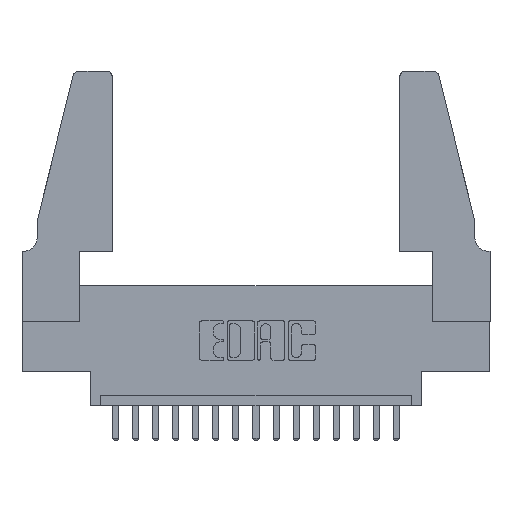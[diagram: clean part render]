
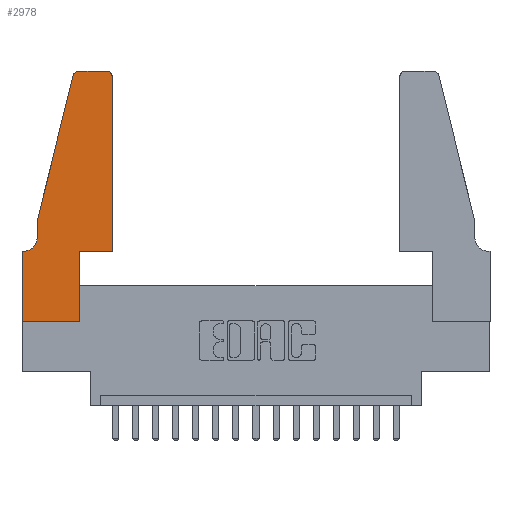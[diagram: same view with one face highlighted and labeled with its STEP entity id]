
A CAD part, top view. The second image highlights one B-rep face of the part: STEP entity #2978.
In plain terms, the highlighted planar face has unit normal (0, 0, 1).
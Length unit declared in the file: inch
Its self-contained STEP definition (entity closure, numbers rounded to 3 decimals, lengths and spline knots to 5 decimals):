
#165 = ORIENTED_EDGE ( 'NONE', *, *, #8703, .T. ) ;
#428 = EDGE_CURVE ( 'NONE', #8075, #17234, #13408, .T. ) ;
#471 = CARTESIAN_POINT ( 'NONE',  ( 0.4505, 0.35, 0.37 ) ) ;
#1377 = DIRECTION ( 'NONE',  ( 1., 0., 0. ) ) ;
#1780 = FACE_OUTER_BOUND ( 'NONE', #7050, .T. ) ;
#2015 = CARTESIAN_POINT ( 'NONE',  ( 0.4505, 0.35, 0.37 ) ) ;
#2166 = VECTOR ( 'NONE', #16580, 39.37008 ) ;
#2376 = CARTESIAN_POINT ( 'NONE',  ( 0.0755, 0.42, 0.37 ) ) ;
#2464 = ORIENTED_EDGE ( 'NONE', *, *, #6126, .T. ) ;
#2637 = EDGE_CURVE ( 'NONE', #6997, #3112, #7864, .T. ) ;
#2765 = DIRECTION ( 'NONE',  ( 0., 0., 1. ) ) ;
#2860 = CIRCLE ( 'NONE', #6213, 0.03 ) ;
#2971 = VECTOR ( 'NONE', #4255, 39.37008 ) ;
#2978 = ADVANCED_FACE ( 'NONE', ( #1780 ), #16536, .T. ) ;
#3112 = VERTEX_POINT ( 'NONE', #10005 ) ;
#3374 = ORIENTED_EDGE ( 'NONE', *, *, #4525, .T. ) ;
#3380 = CARTESIAN_POINT ( 'NONE',  ( 0.0055, 0.35, 0.37 ) ) ;
#3411 = EDGE_CURVE ( 'NONE', #3112, #4046, #6576, .T. ) ;
#3730 = DIRECTION ( 'NONE',  ( -1., 0., 0. ) ) ;
#3865 = DIRECTION ( 'NONE',  ( -1., 0., 0. ) ) ;
#3957 = EDGE_CURVE ( 'NONE', #17234, #8144, #6348, .T. ) ;
#4046 = VERTEX_POINT ( 'NONE', #12128 ) ;
#4057 = DIRECTION ( 'NONE',  ( 1., 0., 0. ) ) ;
#4237 = DIRECTION ( 'NONE',  ( 0., 1., 0. ) ) ;
#4255 = DIRECTION ( 'NONE',  ( 1., 0., 0. ) ) ;
#4311 = VERTEX_POINT ( 'NONE', #11220 ) ;
#4385 = LINE ( 'NONE', #10332, #6269 ) ;
#4416 = VERTEX_POINT ( 'NONE', #3380 ) ;
#4525 = EDGE_CURVE ( 'NONE', #5348, #8075, #16138, .T. ) ;
#4944 = VECTOR ( 'NONE', #7910, 39.37008 ) ;
#5348 = VERTEX_POINT ( 'NONE', #8878 ) ;
#5721 = AXIS2_PLACEMENT_3D ( 'NONE', #11848, #13030, #14542 ) ;
#5724 = LINE ( 'NONE', #12287, #2166 ) ;
#6040 = CARTESIAN_POINT ( 'NONE',  ( 0.4205, 1.25, 0.37 ) ) ;
#6126 = EDGE_CURVE ( 'NONE', #8144, #4311, #4385, .T. ) ;
#6129 = VERTEX_POINT ( 'NONE', #2376 ) ;
#6213 = AXIS2_PLACEMENT_3D ( 'NONE', #9606, #2765, #4057 ) ;
#6269 = VECTOR ( 'NONE', #3730, 39.37008 ) ;
#6348 = CIRCLE ( 'NONE', #5721, 0.03 ) ;
#6383 = LINE ( 'NONE', #15919, #4944 ) ;
#6576 = LINE ( 'NONE', #9393, #15782 ) ;
#6909 = DIRECTION ( 'NONE',  ( 0., 1., 0. ) ) ;
#6997 = VERTEX_POINT ( 'NONE', #15108 ) ;
#7012 = DIRECTION ( 'NONE',  ( 1., 0., 0. ) ) ;
#7050 = EDGE_LOOP ( 'NONE', ( #2464, #11094, #8211, #165, #10289, #9276, #9735, #14395, #12174, #3374, #16569, #12850 ) ) ;
#7082 = LINE ( 'NONE', #11120, #8542 ) ;
#7341 = CARTESIAN_POINT ( 'NONE',  ( 0.0755, 0.5, 0.37 ) ) ;
#7864 = LINE ( 'NONE', #10813, #9973 ) ;
#7910 = DIRECTION ( 'NONE',  ( -0.239, -0.971, 0. ) ) ;
#7930 = CARTESIAN_POINT ( 'NONE',  ( 0.4505, 0.35, 0.37 ) ) ;
#7939 = AXIS2_PLACEMENT_3D ( 'NONE', #11170, #13660, #7012 ) ;
#8075 = VERTEX_POINT ( 'NONE', #2015 ) ;
#8144 = VERTEX_POINT ( 'NONE', #6040 ) ;
#8211 = ORIENTED_EDGE ( 'NONE', *, *, #14980, .T. ) ;
#8542 = VECTOR ( 'NONE', #6909, 39.37008 ) ;
#8703 = EDGE_CURVE ( 'NONE', #9706, #6129, #5724, .T. ) ;
#8878 = CARTESIAN_POINT ( 'NONE',  ( 0.2865, 0.35, 0.37 ) ) ;
#9121 = CARTESIAN_POINT ( 'NONE',  ( 0.25487, 1.22718, 0.37 ) ) ;
#9276 = ORIENTED_EDGE ( 'NONE', *, *, #16628, .T. ) ;
#9393 = CARTESIAN_POINT ( 'NONE',  ( 0., 0., 0.37 ) ) ;
#9606 = CARTESIAN_POINT ( 'NONE',  ( 0.284, 1.22, 0.37 ) ) ;
#9706 = VERTEX_POINT ( 'NONE', #7341 ) ;
#9735 = ORIENTED_EDGE ( 'NONE', *, *, #2637, .T. ) ;
#9973 = VECTOR ( 'NONE', #12085, 39.37008 ) ;
#10005 = CARTESIAN_POINT ( 'NONE',  ( 0., 0., 0.37 ) ) ;
#10289 = ORIENTED_EDGE ( 'NONE', *, *, #14155, .T. ) ;
#10332 = CARTESIAN_POINT ( 'NONE',  ( 0.2605, 1.25, 0.37 ) ) ;
#10699 = EDGE_CURVE ( 'NONE', #4046, #5348, #7082, .T. ) ;
#10755 = CARTESIAN_POINT ( 'NONE',  ( 0.0055, 0.42, 0.37 ) ) ;
#10813 = CARTESIAN_POINT ( 'NONE',  ( 0., 0., 0.37 ) ) ;
#10837 = VERTEX_POINT ( 'NONE', #9121 ) ;
#11094 = ORIENTED_EDGE ( 'NONE', *, *, #13651, .T. ) ;
#11120 = CARTESIAN_POINT ( 'NONE',  ( 0.2865, 0.35, 0.37 ) ) ;
#11130 = LINE ( 'NONE', #13400, #13413 ) ;
#11170 = CARTESIAN_POINT ( 'NONE',  ( 0., 0.35, 0.37 ) ) ;
#11220 = CARTESIAN_POINT ( 'NONE',  ( 0.284, 1.25, 0.37 ) ) ;
#11848 = CARTESIAN_POINT ( 'NONE',  ( 0.4205, 1.22, 0.37 ) ) ;
#12085 = DIRECTION ( 'NONE',  ( 0., -1., 0. ) ) ;
#12128 = CARTESIAN_POINT ( 'NONE',  ( 0.2865, 0., 0.37 ) ) ;
#12174 = ORIENTED_EDGE ( 'NONE', *, *, #10699, .T. ) ;
#12287 = CARTESIAN_POINT ( 'NONE',  ( 0.0755, 0.5, 0.37 ) ) ;
#12850 = ORIENTED_EDGE ( 'NONE', *, *, #3957, .T. ) ;
#12988 = VECTOR ( 'NONE', #4237, 39.37008 ) ;
#13030 = DIRECTION ( 'NONE',  ( 0., 0., 1. ) ) ;
#13163 = DIRECTION ( 'NONE',  ( -1., 0., 0. ) ) ;
#13400 = CARTESIAN_POINT ( 'NONE',  ( 0.0755, 0.35, 0.37 ) ) ;
#13408 = LINE ( 'NONE', #471, #12988 ) ;
#13413 = VECTOR ( 'NONE', #13163, 39.37008 ) ;
#13651 = EDGE_CURVE ( 'NONE', #4311, #10837, #2860, .T. ) ;
#13660 = DIRECTION ( 'NONE',  ( 0., 0., 1. ) ) ;
#14155 = EDGE_CURVE ( 'NONE', #6129, #4416, #14351, .T. ) ;
#14351 = CIRCLE ( 'NONE', #17190, 0.07 ) ;
#14395 = ORIENTED_EDGE ( 'NONE', *, *, #3411, .T. ) ;
#14542 = DIRECTION ( 'NONE',  ( 1., 0., 0. ) ) ;
#14980 = EDGE_CURVE ( 'NONE', #10837, #9706, #6383, .T. ) ;
#15108 = CARTESIAN_POINT ( 'NONE',  ( 0., 0.35, 0.37 ) ) ;
#15782 = VECTOR ( 'NONE', #1377, 39.37008 ) ;
#15919 = CARTESIAN_POINT ( 'NONE',  ( 0.0755, 0.5, 0.37 ) ) ;
#16138 = LINE ( 'NONE', #7930, #2971 ) ;
#16536 = PLANE ( 'NONE',  #7939 ) ;
#16569 = ORIENTED_EDGE ( 'NONE', *, *, #428, .T. ) ;
#16580 = DIRECTION ( 'NONE',  ( 0., -1., 0. ) ) ;
#16628 = EDGE_CURVE ( 'NONE', #4416, #6997, #11130, .T. ) ;
#17190 = AXIS2_PLACEMENT_3D ( 'NONE', #10755, #17310, #3865 ) ;
#17234 = VERTEX_POINT ( 'NONE', #17239 ) ;
#17239 = CARTESIAN_POINT ( 'NONE',  ( 0.4505, 1.22, 0.37 ) ) ;
#17310 = DIRECTION ( 'NONE',  ( 0., 0., -1. ) ) ;
